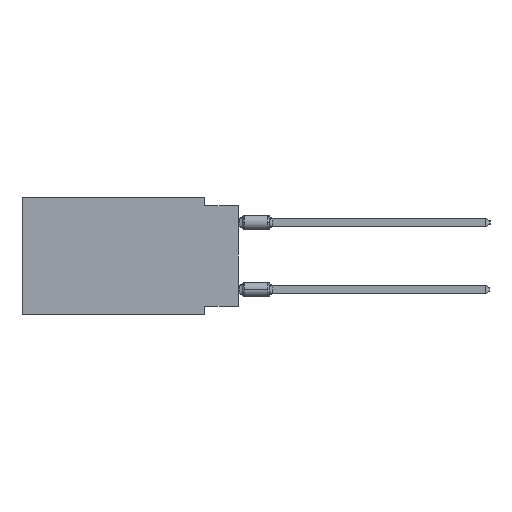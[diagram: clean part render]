
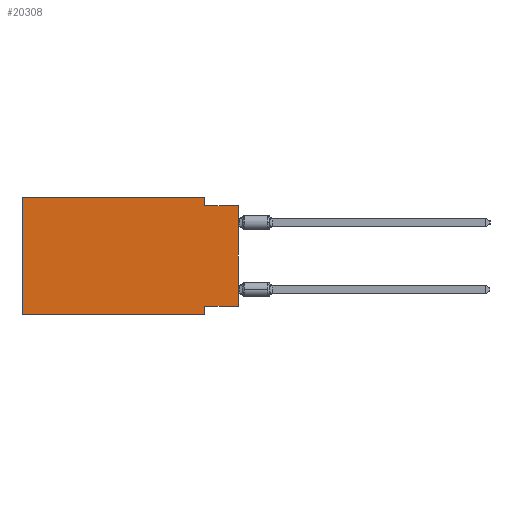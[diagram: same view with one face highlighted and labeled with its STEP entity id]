
A CAD part, left-side view. The second image highlights one B-rep face of the part: STEP entity #20308.
In plain terms, the highlighted planar face has unit normal (-1, 0, 0).
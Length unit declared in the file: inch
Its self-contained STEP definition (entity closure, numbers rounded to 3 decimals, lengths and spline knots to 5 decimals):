
#1127 = EDGE_LOOP ( 'NONE', ( #31401, #20653, #21024, #50273, #44068, #45524, #20283, #28085 ) ) ;
#1262 = EDGE_CURVE ( 'NONE', #18511, #35068, #19522, .T. ) ;
#1387 = FACE_OUTER_BOUND ( 'NONE', #1127, .T. ) ;
#2136 = DIRECTION ( 'NONE',  ( 0., 0., -1. ) ) ;
#3092 = VECTOR ( 'NONE', #48807, 39.37008 ) ;
#3121 = VECTOR ( 'NONE', #36695, 39.37008 ) ;
#4195 = EDGE_CURVE ( 'NONE', #43897, #39171, #4366, .T. ) ;
#4366 = LINE ( 'NONE', #9509, #41961 ) ;
#4866 = VERTEX_POINT ( 'NONE', #11637 ) ;
#5595 = DIRECTION ( 'NONE',  ( 0., 0., -1. ) ) ;
#6147 = DIRECTION ( 'NONE',  ( 0., -1., 0. ) ) ;
#6411 = CARTESIAN_POINT ( 'NONE',  ( 0., 0.645, -0.35 ) ) ;
#6420 = VECTOR ( 'NONE', #16425, 39.37008 ) ;
#9509 = CARTESIAN_POINT ( 'NONE',  ( 0., 0.1, 0. ) ) ;
#10037 = CARTESIAN_POINT ( 'NONE',  ( 0., 0.1, 0. ) ) ;
#10906 = VECTOR ( 'NONE', #27621, 39.37008 ) ;
#11242 = CARTESIAN_POINT ( 'NONE',  ( 0., 0., -0.325 ) ) ;
#11637 = CARTESIAN_POINT ( 'NONE',  ( 0., 0.645, 0. ) ) ;
#12519 = VECTOR ( 'NONE', #19199, 39.37008 ) ;
#14030 = CARTESIAN_POINT ( 'NONE',  ( 0., 0.1, -0.35 ) ) ;
#14762 = LINE ( 'NONE', #38497, #12519 ) ;
#14908 = LINE ( 'NONE', #34985, #26415 ) ;
#15538 = EDGE_CURVE ( 'NONE', #18944, #35068, #30402, .T. ) ;
#16425 = DIRECTION ( 'NONE',  ( 0., -1., 0. ) ) ;
#17301 = CARTESIAN_POINT ( 'NONE',  ( 0., 0.645, 0. ) ) ;
#17538 = EDGE_CURVE ( 'NONE', #4866, #43897, #24255, .T. ) ;
#18511 = VERTEX_POINT ( 'NONE', #36559 ) ;
#18944 = VERTEX_POINT ( 'NONE', #51067 ) ;
#19199 = DIRECTION ( 'NONE',  ( 0., 0., 1. ) ) ;
#19522 = LINE ( 'NONE', #35424, #10906 ) ;
#20283 = ORIENTED_EDGE ( 'NONE', *, *, #1262, .F. ) ;
#20308 = ADVANCED_FACE ( 'NONE', ( #1387 ), #20964, .F. ) ;
#20653 = ORIENTED_EDGE ( 'NONE', *, *, #36005, .F. ) ;
#20788 = CARTESIAN_POINT ( 'NONE',  ( 0., 0., -0.325 ) ) ;
#20964 = PLANE ( 'NONE',  #21517 ) ;
#21024 = ORIENTED_EDGE ( 'NONE', *, *, #4195, .F. ) ;
#21107 = CARTESIAN_POINT ( 'NONE',  ( 0., 0.645, 0. ) ) ;
#21517 = AXIS2_PLACEMENT_3D ( 'NONE', #17301, #32965, #2136 ) ;
#24255 = LINE ( 'NONE', #21107, #6420 ) ;
#26387 = DIRECTION ( 'NONE',  ( 0., -1., 0. ) ) ;
#26415 = VECTOR ( 'NONE', #26387, 39.37008 ) ;
#27621 = DIRECTION ( 'NONE',  ( 0., 0., -1. ) ) ;
#28085 = ORIENTED_EDGE ( 'NONE', *, *, #29985, .F. ) ;
#28866 = VERTEX_POINT ( 'NONE', #11242 ) ;
#29985 = EDGE_CURVE ( 'NONE', #28866, #18511, #45243, .T. ) ;
#30402 = LINE ( 'NONE', #6411, #39666 ) ;
#31401 = ORIENTED_EDGE ( 'NONE', *, *, #46095, .T. ) ;
#32152 = LINE ( 'NONE', #48034, #3092 ) ;
#32450 = CARTESIAN_POINT ( 'NONE',  ( 0., 0.1, -0.025 ) ) ;
#32965 = DIRECTION ( 'NONE',  ( 1., 0., 0. ) ) ;
#34145 = EDGE_CURVE ( 'NONE', #18944, #4866, #14762, .T. ) ;
#34985 = CARTESIAN_POINT ( 'NONE',  ( 0., 0., -0.025 ) ) ;
#35068 = VERTEX_POINT ( 'NONE', #14030 ) ;
#35253 = CARTESIAN_POINT ( 'NONE',  ( 0., 0., -0.025 ) ) ;
#35424 = CARTESIAN_POINT ( 'NONE',  ( 0., 0.1, -0.35 ) ) ;
#36005 = EDGE_CURVE ( 'NONE', #39171, #50262, #14908, .T. ) ;
#36559 = CARTESIAN_POINT ( 'NONE',  ( 0., 0.1, -0.325 ) ) ;
#36695 = DIRECTION ( 'NONE',  ( 0., 1., 0. ) ) ;
#38497 = CARTESIAN_POINT ( 'NONE',  ( 0., 0.645, 0. ) ) ;
#39171 = VERTEX_POINT ( 'NONE', #32450 ) ;
#39666 = VECTOR ( 'NONE', #6147, 39.37008 ) ;
#41961 = VECTOR ( 'NONE', #5595, 39.37008 ) ;
#43897 = VERTEX_POINT ( 'NONE', #10037 ) ;
#44068 = ORIENTED_EDGE ( 'NONE', *, *, #34145, .F. ) ;
#45243 = LINE ( 'NONE', #20788, #3121 ) ;
#45524 = ORIENTED_EDGE ( 'NONE', *, *, #15538, .T. ) ;
#46095 = EDGE_CURVE ( 'NONE', #28866, #50262, #32152, .T. ) ;
#48034 = CARTESIAN_POINT ( 'NONE',  ( 0., 0., 0. ) ) ;
#48807 = DIRECTION ( 'NONE',  ( 0., 0., 1. ) ) ;
#50262 = VERTEX_POINT ( 'NONE', #35253 ) ;
#50273 = ORIENTED_EDGE ( 'NONE', *, *, #17538, .F. ) ;
#51067 = CARTESIAN_POINT ( 'NONE',  ( 0., 0.645, -0.35 ) ) ;
